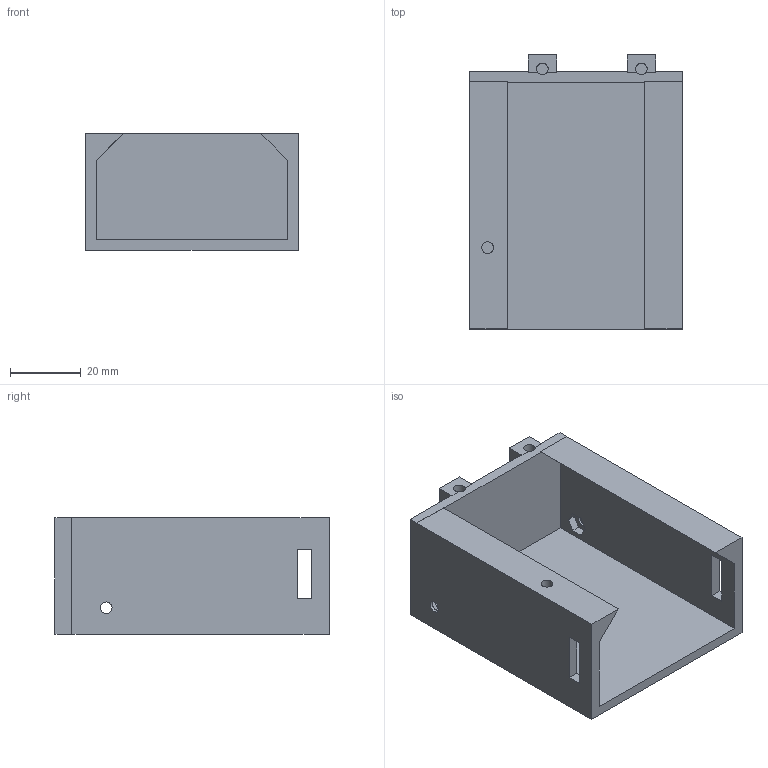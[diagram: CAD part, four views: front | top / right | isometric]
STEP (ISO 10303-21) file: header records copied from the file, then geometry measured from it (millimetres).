
FILE_DESCRIPTION(('FreeCAD Model'),'2;1');
FILE_NAME('AlojaBateria.step','2014-10-06T13:53:51', ('FreeCAD'),('FreeCAD'),'Open CASCADE STEP processor 6.6','FreeCAD', 'Unknown');
FILE_SCHEMA(('AUTOMOTIVE_DESIGN_CC2 { 1 2 10303 214 -1 1 5 4 }'));
Length unit declared in the file: millimetre
Products named in the file (1): AlojaBateria
Bounding box: 60 x 77.5 x 33.01 mm (x, y, z)
Volume: 36782.1 mm3; surface area: 24301.3 mm2
Topology: 1 solids, 1 shells, 61 faces, 171 edges, 114 vertices
Faces by surface type: plane 56, cylinder 5
Full cylindrical faces by diameter (mm): 3.3 x5
Entity records: 4548 total; most frequent: CARTESIAN_POINT 866, DIRECTION 530, LINE 372, VECTOR 372, ORIENTED_EDGE 342, PCURVE 342, DEFINITIONAL_REPRESENTATION 342, EDGE_CURVE 171
